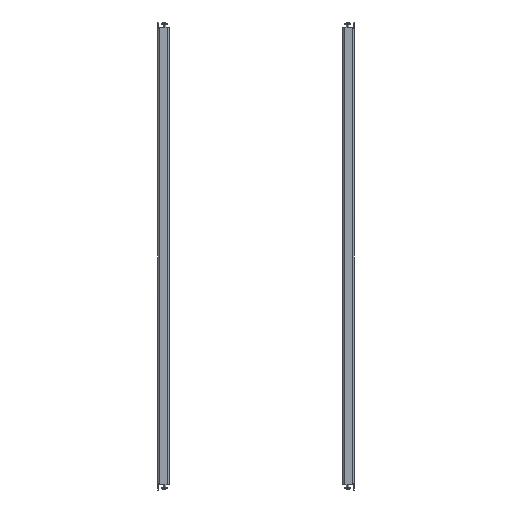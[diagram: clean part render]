
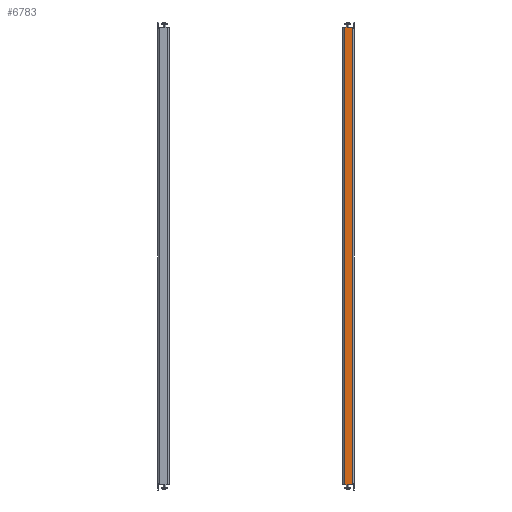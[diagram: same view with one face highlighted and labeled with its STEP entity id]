
A CAD part, front view. The second image highlights one B-rep face of the part: STEP entity #6783.
In plain terms, the highlighted planar face has unit normal (0, -1, 0).
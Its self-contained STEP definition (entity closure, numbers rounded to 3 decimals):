
#381 = DIRECTION ( 'NONE',  ( 0., 1., 0. ) ) ;
#1147 = PLANE ( 'NONE',  #1752 ) ;
#1483 = LINE ( 'NONE', #14162, #1722 ) ;
#1722 = VECTOR ( 'NONE', #18829, 1000. ) ;
#1752 = AXIS2_PLACEMENT_3D ( 'NONE', #13621, #381, #11293 ) ;
#2209 = EDGE_CURVE ( 'NONE', #5994, #18599, #3576, .T. ) ;
#2325 = CARTESIAN_POINT ( 'NONE',  ( -417.4, -99., -4. ) ) ;
#2941 = CARTESIAN_POINT ( 'NONE',  ( -417.4, -99., -17. ) ) ;
#3025 = FACE_OUTER_BOUND ( 'NONE', #6294, .T. ) ;
#3576 = LINE ( 'NONE', #10865, #14081 ) ;
#4657 = CARTESIAN_POINT ( 'NONE',  ( 417.4, -99., -4. ) ) ;
#5489 = ORIENTED_EDGE ( 'NONE', *, *, #18088, .F. ) ;
#5597 = VECTOR ( 'NONE', #6266, 1000. ) ;
#5994 = VERTEX_POINT ( 'NONE', #2325 ) ;
#6266 = DIRECTION ( 'NONE',  ( 0., 0., -1. ) ) ;
#6294 = EDGE_LOOP ( 'NONE', ( #13627, #5489, #16635, #11003 ) ) ;
#6783 = ADVANCED_FACE ( 'NONE', ( #3025 ), #1147, .F. ) ;
#7543 = DIRECTION ( 'NONE',  ( 1., 0., 0. ) ) ;
#8928 = VERTEX_POINT ( 'NONE', #9301 ) ;
#9107 = LINE ( 'NONE', #9175, #15233 ) ;
#9175 = CARTESIAN_POINT ( 'NONE',  ( -417.4, -99., -17. ) ) ;
#9301 = CARTESIAN_POINT ( 'NONE',  ( 417.4, -99., -4. ) ) ;
#10865 = CARTESIAN_POINT ( 'NONE',  ( -417.4, -99., -4. ) ) ;
#11003 = ORIENTED_EDGE ( 'NONE', *, *, #2209, .T. ) ;
#11293 = DIRECTION ( 'NONE',  ( 0., 0., 1. ) ) ;
#11922 = LINE ( 'NONE', #4657, #5597 ) ;
#13621 = CARTESIAN_POINT ( 'NONE',  ( 0., -99., 0. ) ) ;
#13627 = ORIENTED_EDGE ( 'NONE', *, *, #15291, .T. ) ;
#14081 = VECTOR ( 'NONE', #20157, 1000. ) ;
#14162 = CARTESIAN_POINT ( 'NONE',  ( 413.4, -99., -4. ) ) ;
#15233 = VECTOR ( 'NONE', #7543, 1000. ) ;
#15291 = EDGE_CURVE ( 'NONE', #18599, #18247, #9107, .T. ) ;
#16216 = CARTESIAN_POINT ( 'NONE',  ( 417.4, -99., -17. ) ) ;
#16305 = EDGE_CURVE ( 'NONE', #5994, #8928, #1483, .T. ) ;
#16635 = ORIENTED_EDGE ( 'NONE', *, *, #16305, .F. ) ;
#18088 = EDGE_CURVE ( 'NONE', #8928, #18247, #11922, .T. ) ;
#18247 = VERTEX_POINT ( 'NONE', #16216 ) ;
#18599 = VERTEX_POINT ( 'NONE', #2941 ) ;
#18829 = DIRECTION ( 'NONE',  ( 1., 0., 0. ) ) ;
#20157 = DIRECTION ( 'NONE',  ( 0., 0., -1. ) ) ;
